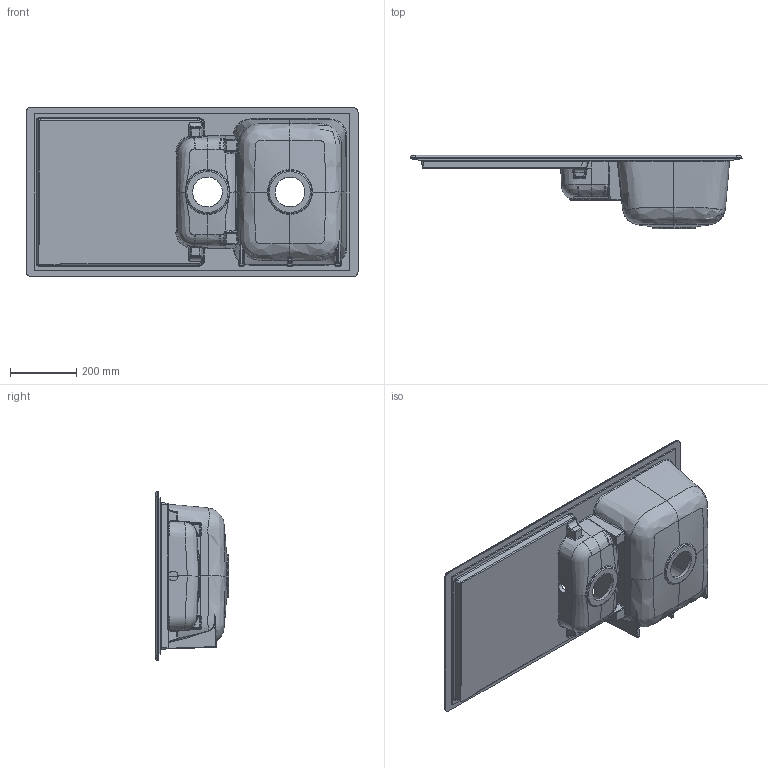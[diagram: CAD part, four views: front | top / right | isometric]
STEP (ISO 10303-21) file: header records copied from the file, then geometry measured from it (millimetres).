
FILE_DESCRIPTION(/* description */ (''),/* implementation_level */ '2;1');
FILE_NAME(/* name */ 'Spuele_3365_Architectura_1-5.stp',/* time_stamp */ '2019-02-22T12:15:47+01:00',/* author */ (''),/* organization */ (''),/* preprocessor_version */ 'ST-DEVELOPER v16',/* originating_system */ 'SIEMENS PLM Software NX 10.0',/* authorisation */ '');
FILE_SCHEMA (('AUTOMOTIVE_DESIGN { 1 0 10303 214 3 1 1 1 }'));
Products named in the file (1): Sier101887B3bcxp
Bounding box: 1000 x 220 x 510 mm (x, y, z)
Volume: 16673419 mm3; surface area: 1598888.2 mm2
Topology: 1 solids, 1 shells, 469 faces, 1136 edges, 632 vertices
Faces by surface type: bspline 286, cylinder 85, plane 52, sphere 22, extrusion 18, torus 3, cone 3
Full cylindrical faces by diameter (mm): 30 x1, 90 x2
Entity records: 62453 total; most frequent: CARTESIAN_POINT 53956, ORIENTED_EDGE 2178, DIRECTION 1162, EDGE_CURVE 1089, VERTEX_POINT 628, B_SPLINE_CURVE_WITH_KNOTS 512, EDGE_LOOP 481, AXIS2_PLACEMENT_3D 470
